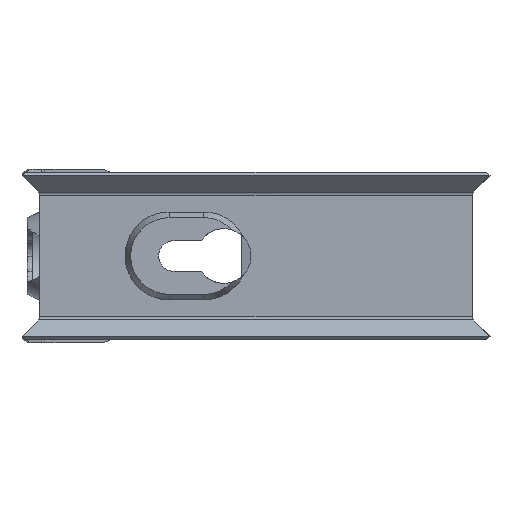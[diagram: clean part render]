
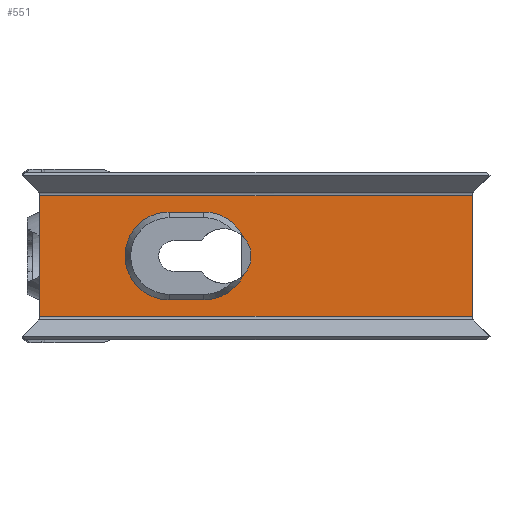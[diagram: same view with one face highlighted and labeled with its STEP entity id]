
A CAD part, left-side view. The second image highlights one B-rep face of the part: STEP entity #551.
In plain terms, the highlighted planar face has unit normal (-1, 0, 0).
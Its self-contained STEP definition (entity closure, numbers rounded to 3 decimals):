
#551=ADVANCED_FACE('',(#1151,#612),#9822,.T.);
#612=FACE_BOUND('',#1750,.T.);
#1151=FACE_OUTER_BOUND('',#1749,.T.);
#1749=EDGE_LOOP('',(#4814,#4815,#4816,#4817));
#1750=EDGE_LOOP('',(#4818,#4819,#4820,#4821,#4822,#4823,#4824,#4825));
#4814=ORIENTED_EDGE('',*,*,#6297,.T.);
#4815=ORIENTED_EDGE('',*,*,#5117,.F.);
#4816=ORIENTED_EDGE('',*,*,#6285,.T.);
#4817=ORIENTED_EDGE('',*,*,#5016,.F.);
#4818=ORIENTED_EDGE('',*,*,#6558,.F.);
#4819=ORIENTED_EDGE('',*,*,#6518,.T.);
#4820=ORIENTED_EDGE('',*,*,#6520,.F.);
#4821=ORIENTED_EDGE('',*,*,#6522,.F.);
#4822=ORIENTED_EDGE('',*,*,#6521,.T.);
#4823=ORIENTED_EDGE('',*,*,#6519,.T.);
#4824=ORIENTED_EDGE('',*,*,#6516,.T.);
#4825=ORIENTED_EDGE('',*,*,#6517,.F.);
#5016=EDGE_CURVE('',#8237,#8236,#6808,.T.);
#5117=EDGE_CURVE('',#8309,#8310,#6886,.T.);
#6285=EDGE_CURVE('',#8309,#8236,#6718,.T.);
#6297=EDGE_CURVE('',#8237,#8310,#6724,.T.);
#6516=EDGE_CURVE('',#9208,#9207,#8169,.T.);
#6517=EDGE_CURVE('',#9209,#9207,#6749,.T.);
#6518=EDGE_CURVE('',#9210,#9211,#6750,.T.);
#6519=EDGE_CURVE('',#9212,#9208,#6751,.T.);
#6520=EDGE_CURVE('',#9213,#9211,#8170,.T.);
#6521=EDGE_CURVE('',#9214,#9212,#8171,.T.);
#6522=EDGE_CURVE('',#9214,#9213,#6752,.T.);
#6558=EDGE_CURVE('',#9210,#9209,#8188,.T.);
#6718=(
BOUNDED_CURVE()
B_SPLINE_CURVE(1,(#19746,#19747),.UNSPECIFIED.,.F.,.F.)
B_SPLINE_CURVE_WITH_KNOTS((2,2),(11.907,67.428),
 .UNSPECIFIED.)
CURVE()
GEOMETRIC_REPRESENTATION_ITEM()
RATIONAL_B_SPLINE_CURVE((1.,1.))
REPRESENTATION_ITEM('')
);
#6724=(
BOUNDED_CURVE()
B_SPLINE_CURVE(1,(#19779,#19780),.UNSPECIFIED.,.F.,.F.)
B_SPLINE_CURVE_WITH_KNOTS((2,2),(9.572,65.093),
 .UNSPECIFIED.)
CURVE()
GEOMETRIC_REPRESENTATION_ITEM()
RATIONAL_B_SPLINE_CURVE((1.,1.))
REPRESENTATION_ITEM('')
);
#6749=(
BOUNDED_CURVE()
B_SPLINE_CURVE(2,(#20506,#20507,#20508),.UNSPECIFIED.,.F.,.F.)
B_SPLINE_CURVE_WITH_KNOTS((3,3),(-1.023,0.),.UNSPECIFIED.)
CURVE()
GEOMETRIC_REPRESENTATION_ITEM()
RATIONAL_B_SPLINE_CURVE((1.,0.999,1.))
REPRESENTATION_ITEM('')
);
#6750=(
BOUNDED_CURVE()
B_SPLINE_CURVE(2,(#20509,#20510,#20511),.UNSPECIFIED.,.F.,.F.)
B_SPLINE_CURVE_WITH_KNOTS((3,3),(-32.324,-18.9),
 .UNSPECIFIED.)
CURVE()
GEOMETRIC_REPRESENTATION_ITEM()
RATIONAL_B_SPLINE_CURVE((1.,0.845,1.))
REPRESENTATION_ITEM('')
);
#6751=(
BOUNDED_CURVE()
B_SPLINE_CURVE(2,(#20512,#20513,#20514),.UNSPECIFIED.,.F.,.F.)
B_SPLINE_CURVE_WITH_KNOTS((3,3),(-56.701,-43.277),
 .UNSPECIFIED.)
CURVE()
GEOMETRIC_REPRESENTATION_ITEM()
RATIONAL_B_SPLINE_CURVE((1.,0.845,1.))
REPRESENTATION_ITEM('')
);
#6752=(
BOUNDED_CURVE()
B_SPLINE_CURVE(2,(#20519,#20520,#20521,#20522,#20523),.UNSPECIFIED.,.F.,
 .F.)
B_SPLINE_CURVE_WITH_KNOTS((3,2,3),(-56.701,-37.8,
-18.9),.UNSPECIFIED.)
CURVE()
GEOMETRIC_REPRESENTATION_ITEM()
RATIONAL_B_SPLINE_CURVE((1.,0.707,1.,0.707,1.))
REPRESENTATION_ITEM('')
);
#6808=B_SPLINE_CURVE_WITH_KNOTS('',1,(#16318,#16319),.UNSPECIFIED.,.F.,
 .F.,(2,2),(8.83,33.173),.UNSPECIFIED.);
#6886=B_SPLINE_CURVE_WITH_KNOTS('',1,(#16891,#16892),.UNSPECIFIED.,.F.,
 .F.,(2,2),(75.37,99.713),.UNSPECIFIED.);
#8169=B_SPLINE_CURVE_WITH_KNOTS('',3,(#20484,#20485,#20486,#20487,#20488,
#20489,#20490,#20491,#20492,#20493,#20494,#20495,#20496,#20497,#20498,#20499,
#20500,#20501,#20502,#20503,#20504,#20505),.UNSPECIFIED.,.F.,.F.,(4,3,3,
3,3,3,3,4),(-4.674,-4.452,-3.901,-3.338,
-2.767,-2.19,-1.608,-1.023),
 .UNSPECIFIED.);
#8170=B_SPLINE_CURVE_WITH_KNOTS('',1,(#20515,#20516),.UNSPECIFIED.,.F.,
 .F.,(2,2),(-15.402,-8.402),.UNSPECIFIED.);
#8171=B_SPLINE_CURVE_WITH_KNOTS('',1,(#20517,#20518),.UNSPECIFIED.,.F.,
 .F.,(2,2),(-15.402,-8.402),.UNSPECIFIED.);
#8188=B_SPLINE_CURVE_WITH_KNOTS('',3,(#20781,#20782,#20783,#20784,#20785,
#20786,#20787,#20788,#20789,#20790,#20791,#20792,#20793,#20794,#20795,#20796,
#20797,#20798,#20799,#20800,#20801,#20802),.UNSPECIFIED.,.F.,.F.,(4,3,3,
3,3,3,3,4),(-4.674,-4.452,-3.901,-3.338,
-2.767,-2.19,-1.608,-1.023),
 .UNSPECIFIED.);
#8236=VERTEX_POINT('',#15187);
#8237=VERTEX_POINT('',#15188);
#8309=VERTEX_POINT('',#15260);
#8310=VERTEX_POINT('',#15261);
#9207=VERTEX_POINT('',#16158);
#9208=VERTEX_POINT('',#16159);
#9209=VERTEX_POINT('',#16160);
#9210=VERTEX_POINT('',#16161);
#9211=VERTEX_POINT('',#16162);
#9212=VERTEX_POINT('',#16163);
#9213=VERTEX_POINT('',#16164);
#9214=VERTEX_POINT('',#16165);
#9822=PLANE('',#10375);
#10375=AXIS2_PLACEMENT_3D('',#14413,#10843,$);
#10843=DIRECTION('',(-1.,0.,0.));
#14413=CARTESIAN_POINT('',(-34.,105.701,66.072));
#15187=CARTESIAN_POINT('',(-34.,43.,12.172));
#15188=CARTESIAN_POINT('',(-34.,43.,-12.172));
#15260=CARTESIAN_POINT('',(-34.,-44.,12.172));
#15261=CARTESIAN_POINT('',(-34.,-44.,-12.172));
#16158=CARTESIAN_POINT('',(-34.,0.514,0.511));
#16159=CARTESIAN_POINT('',(-34.,1.988,3.777));
#16160=CARTESIAN_POINT('',(-34.,0.514,-0.511));
#16161=CARTESIAN_POINT('',(-34.,1.988,-3.777));
#16162=CARTESIAN_POINT('',(-34.,10.,-8.858));
#16163=CARTESIAN_POINT('',(-34.,10.,8.858));
#16164=CARTESIAN_POINT('',(-34.,17.,-8.858));
#16165=CARTESIAN_POINT('',(-34.,17.,8.858));
#16318=CARTESIAN_POINT('',(-34.,43.,-12.172));
#16319=CARTESIAN_POINT('',(-34.,43.,12.172));
#16891=CARTESIAN_POINT('',(-34.,-44.,12.172));
#16892=CARTESIAN_POINT('',(-34.,-44.,-12.172));
#19746=CARTESIAN_POINT('',(-34.,-44.,12.172));
#19747=CARTESIAN_POINT('',(-34.,43.,12.172));
#19779=CARTESIAN_POINT('',(-34.,43.,-12.172));
#19780=CARTESIAN_POINT('',(-34.,-44.,-12.172));
#20484=CARTESIAN_POINT('',(-34.,1.988,3.777));
#20485=CARTESIAN_POINT('',(-34.,1.937,3.722));
#20486=CARTESIAN_POINT('',(-34.,1.887,3.667));
#20487=CARTESIAN_POINT('',(-34.,1.839,3.612));
#20488=CARTESIAN_POINT('',(-34.,1.717,3.471));
#20489=CARTESIAN_POINT('',(-34.,1.604,3.326));
#20490=CARTESIAN_POINT('',(-34.,1.499,3.179));
#20491=CARTESIAN_POINT('',(-34.,1.39,3.024));
#20492=CARTESIAN_POINT('',(-34.,1.29,2.865));
#20493=CARTESIAN_POINT('',(-34.,1.199,2.704));
#20494=CARTESIAN_POINT('',(-34.,1.104,2.536));
#20495=CARTESIAN_POINT('',(-34.,1.02,2.365));
#20496=CARTESIAN_POINT('',(-34.,0.945,2.193));
#20497=CARTESIAN_POINT('',(-34.,0.868,2.015));
#20498=CARTESIAN_POINT('',(-34.,0.801,1.834));
#20499=CARTESIAN_POINT('',(-34.,0.744,1.652));
#20500=CARTESIAN_POINT('',(-34.,0.685,1.466));
#20501=CARTESIAN_POINT('',(-34.,0.637,1.278));
#20502=CARTESIAN_POINT('',(-34.,0.599,1.089));
#20503=CARTESIAN_POINT('',(-34.,0.56,0.897));
#20504=CARTESIAN_POINT('',(-34.,0.532,0.704));
#20505=CARTESIAN_POINT('',(-34.,0.514,0.511));
#20506=CARTESIAN_POINT('',(-34.,0.514,-0.511));
#20507=CARTESIAN_POINT('',(-34.,0.486,0.));
#20508=CARTESIAN_POINT('',(-34.,0.514,0.511));
#20509=CARTESIAN_POINT('',(-34.,1.988,-3.777));
#20510=CARTESIAN_POINT('',(-34.,4.383,-8.858));
#20511=CARTESIAN_POINT('',(-34.,10.,-8.858));
#20512=CARTESIAN_POINT('',(-34.,10.,8.858));
#20513=CARTESIAN_POINT('',(-34.,4.383,8.858));
#20514=CARTESIAN_POINT('',(-34.,1.988,3.777));
#20515=CARTESIAN_POINT('',(-34.,17.,-8.858));
#20516=CARTESIAN_POINT('',(-34.,10.,-8.858));
#20517=CARTESIAN_POINT('',(-34.,17.,8.858));
#20518=CARTESIAN_POINT('',(-34.,10.,8.858));
#20519=CARTESIAN_POINT('',(-34.,17.,8.858));
#20520=CARTESIAN_POINT('',(-34.,25.858,8.858));
#20521=CARTESIAN_POINT('',(-34.,25.858,0.));
#20522=CARTESIAN_POINT('',(-34.,25.858,-8.858));
#20523=CARTESIAN_POINT('',(-34.,17.,-8.858));
#20781=CARTESIAN_POINT('',(-34.,1.988,-3.777));
#20782=CARTESIAN_POINT('',(-34.,1.937,-3.722));
#20783=CARTESIAN_POINT('',(-34.,1.887,-3.667));
#20784=CARTESIAN_POINT('',(-34.,1.839,-3.612));
#20785=CARTESIAN_POINT('',(-34.,1.717,-3.471));
#20786=CARTESIAN_POINT('',(-34.,1.604,-3.326));
#20787=CARTESIAN_POINT('',(-34.,1.499,-3.179));
#20788=CARTESIAN_POINT('',(-34.,1.39,-3.024));
#20789=CARTESIAN_POINT('',(-34.,1.29,-2.865));
#20790=CARTESIAN_POINT('',(-34.,1.199,-2.704));
#20791=CARTESIAN_POINT('',(-34.,1.104,-2.536));
#20792=CARTESIAN_POINT('',(-34.,1.02,-2.365));
#20793=CARTESIAN_POINT('',(-34.,0.945,-2.193));
#20794=CARTESIAN_POINT('',(-34.,0.868,-2.015));
#20795=CARTESIAN_POINT('',(-34.,0.801,-1.834));
#20796=CARTESIAN_POINT('',(-34.,0.744,-1.652));
#20797=CARTESIAN_POINT('',(-34.,0.685,-1.466));
#20798=CARTESIAN_POINT('',(-34.,0.637,-1.278));
#20799=CARTESIAN_POINT('',(-34.,0.599,-1.089));
#20800=CARTESIAN_POINT('',(-34.,0.56,-0.897));
#20801=CARTESIAN_POINT('',(-34.,0.532,-0.704));
#20802=CARTESIAN_POINT('',(-34.,0.514,-0.511));
